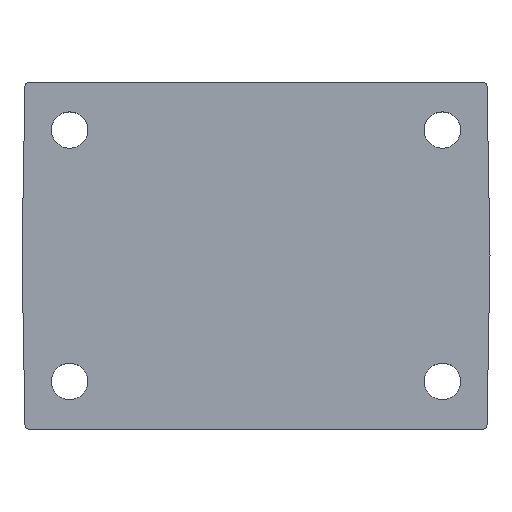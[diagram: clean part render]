
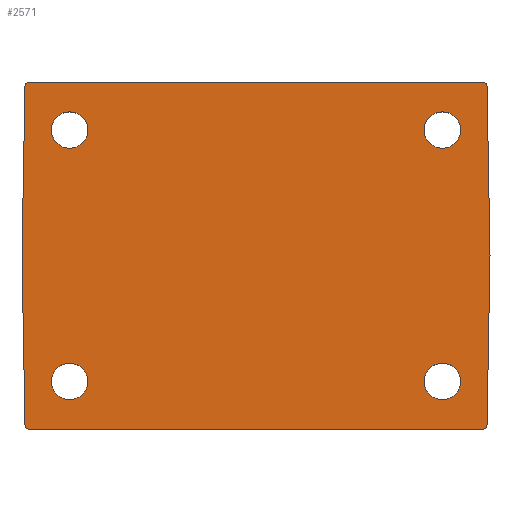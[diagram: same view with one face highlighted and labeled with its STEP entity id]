
A CAD part, top view. The second image highlights one B-rep face of the part: STEP entity #2571.
In plain terms, the highlighted planar face has unit normal (0, 0, 1).
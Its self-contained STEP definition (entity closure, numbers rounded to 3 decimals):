
#124=FACE_BOUND('',#655,.T.);
#125=FACE_BOUND('',#656,.T.);
#126=FACE_BOUND('',#657,.T.);
#127=FACE_BOUND('',#658,.T.);
#246=CIRCLE('',#2772,4.2);
#248=CIRCLE('',#2775,4.2);
#250=CIRCLE('',#2778,4.2);
#252=CIRCLE('',#2781,4.2);
#254=CIRCLE('',#2790,1.);
#256=CIRCLE('',#2793,1.);
#258=CIRCLE('',#2796,1.);
#260=CIRCLE('',#2799,1.);
#483=FACE_OUTER_BOUND('',#654,.T.);
#654=EDGE_LOOP('',(#2220,#2221,#2222,#2223,#2224,#2225,#2226,#2227,#2228,
#2229));
#655=EDGE_LOOP('',(#2230));
#656=EDGE_LOOP('',(#2231));
#657=EDGE_LOOP('',(#2232));
#658=EDGE_LOOP('',(#2233));
#739=LINE('',#4287,#918);
#743=LINE('',#4295,#922);
#748=LINE('',#4305,#927);
#753=LINE('',#4365,#932);
#757=LINE('',#4424,#936);
#762=LINE('',#4478,#941);
#918=VECTOR('',#3249,1000.);
#922=VECTOR('',#3255,1000.);
#927=VECTOR('',#3262,1000.);
#932=VECTOR('',#3269,1000.);
#936=VECTOR('',#3275,1000.);
#941=VECTOR('',#3282,1000.);
#1129=VERTEX_POINT('',#4259);
#1131=VERTEX_POINT('',#4265);
#1133=VERTEX_POINT('',#4271);
#1135=VERTEX_POINT('',#4277);
#1138=VERTEX_POINT('',#4284);
#1139=VERTEX_POINT('',#4286);
#1141=VERTEX_POINT('',#4293);
#1142=VERTEX_POINT('',#4294);
#1145=VERTEX_POINT('',#4303);
#1146=VERTEX_POINT('',#4304);
#1151=VERTEX_POINT('',#4364);
#1155=VERTEX_POINT('',#4422);
#1156=VERTEX_POINT('',#4423);
#1161=VERTEX_POINT('',#4477);
#1377=EDGE_CURVE('',#1129,#1129,#246,.T.);
#1380=EDGE_CURVE('',#1131,#1131,#248,.T.);
#1383=EDGE_CURVE('',#1133,#1133,#250,.T.);
#1386=EDGE_CURVE('',#1135,#1135,#252,.T.);
#1390=EDGE_CURVE('',#1138,#1139,#739,.T.);
#1394=EDGE_CURVE('',#1141,#1142,#743,.T.);
#1399=EDGE_CURVE('',#1145,#1146,#748,.T.);
#1405=EDGE_CURVE('',#1146,#1151,#753,.T.);
#1410=EDGE_CURVE('',#1155,#1156,#757,.T.);
#1416=EDGE_CURVE('',#1161,#1155,#762,.T.);
#1421=EDGE_CURVE('',#1145,#1142,#254,.T.);
#1423=EDGE_CURVE('',#1141,#1156,#256,.T.);
#1425=EDGE_CURVE('',#1161,#1138,#258,.T.);
#1427=EDGE_CURVE('',#1139,#1151,#260,.T.);
#2220=ORIENTED_EDGE('',*,*,#1394,.T.);
#2221=ORIENTED_EDGE('',*,*,#1421,.F.);
#2222=ORIENTED_EDGE('',*,*,#1399,.T.);
#2223=ORIENTED_EDGE('',*,*,#1405,.T.);
#2224=ORIENTED_EDGE('',*,*,#1427,.F.);
#2225=ORIENTED_EDGE('',*,*,#1390,.F.);
#2226=ORIENTED_EDGE('',*,*,#1425,.F.);
#2227=ORIENTED_EDGE('',*,*,#1416,.T.);
#2228=ORIENTED_EDGE('',*,*,#1410,.T.);
#2229=ORIENTED_EDGE('',*,*,#1423,.F.);
#2230=ORIENTED_EDGE('',*,*,#1377,.T.);
#2231=ORIENTED_EDGE('',*,*,#1380,.T.);
#2232=ORIENTED_EDGE('',*,*,#1383,.T.);
#2233=ORIENTED_EDGE('',*,*,#1386,.T.);
#2431=PLANE('',#2926);
#2571=ADVANCED_FACE('',(#483,#124,#125,#126,#127),#2431,.T.);
#2772=AXIS2_PLACEMENT_3D('',#4260,#3220,#3221);
#2775=AXIS2_PLACEMENT_3D('',#4266,#3227,#3228);
#2778=AXIS2_PLACEMENT_3D('',#4272,#3234,#3235);
#2781=AXIS2_PLACEMENT_3D('',#4278,#3241,#3242);
#2790=AXIS2_PLACEMENT_3D('',#4529,#3288,#3289);
#2793=AXIS2_PLACEMENT_3D('',#4532,#3294,#3295);
#2796=AXIS2_PLACEMENT_3D('',#4535,#3300,#3301);
#2799=AXIS2_PLACEMENT_3D('',#4538,#3306,#3307);
#2926=AXIS2_PLACEMENT_3D('',#5596,#3626,#3627);
#3220=DIRECTION('center_axis',(0.,0.,-1.));
#3221=DIRECTION('ref_axis',(1.,0.,0.));
#3227=DIRECTION('center_axis',(0.,0.,-1.));
#3228=DIRECTION('ref_axis',(1.,0.,0.));
#3234=DIRECTION('center_axis',(0.,0.,-1.));
#3235=DIRECTION('ref_axis',(1.,0.,0.));
#3241=DIRECTION('center_axis',(0.,0.,-1.));
#3242=DIRECTION('ref_axis',(1.,0.,0.));
#3249=DIRECTION('',(1.,0.,0.));
#3255=DIRECTION('',(1.,0.,0.));
#3262=DIRECTION('',(0.017,1.,0.));
#3269=DIRECTION('',(-0.017,1.,0.));
#3275=DIRECTION('',(0.017,-1.,0.));
#3282=DIRECTION('',(-0.017,-1.,0.));
#3288=DIRECTION('center_axis',(0.,0.,-1.));
#3289=DIRECTION('ref_axis',(1.,0.,0.));
#3294=DIRECTION('center_axis',(0.,0.,-1.));
#3295=DIRECTION('ref_axis',(1.,0.,0.));
#3300=DIRECTION('center_axis',(0.,0.,-1.));
#3301=DIRECTION('ref_axis',(1.,0.,0.));
#3306=DIRECTION('center_axis',(0.,0.,-1.));
#3307=DIRECTION('ref_axis',(1.,0.,0.));
#3626=DIRECTION('center_axis',(0.,0.,1.));
#3627=DIRECTION('ref_axis',(1.,0.,0.));
#4259=CARTESIAN_POINT('',(47.2,-29.,5.5));
#4260=CARTESIAN_POINT('Origin',(43.,-29.,5.5));
#4265=CARTESIAN_POINT('',(47.2,29.,5.5));
#4266=CARTESIAN_POINT('Origin',(43.,29.,5.5));
#4271=CARTESIAN_POINT('',(-38.8,29.,5.5));
#4272=CARTESIAN_POINT('Origin',(-43.,29.,5.5));
#4277=CARTESIAN_POINT('',(-38.8,-29.,5.5));
#4278=CARTESIAN_POINT('Origin',(-43.,-29.,5.5));
#4284=CARTESIAN_POINT('',(-52.309,40.,5.5));
#4286=CARTESIAN_POINT('',(52.309,40.,5.5));
#4287=CARTESIAN_POINT('',(0.,40.,5.5));
#4293=CARTESIAN_POINT('',(-52.309,-40.,5.5));
#4294=CARTESIAN_POINT('',(52.309,-40.,5.5));
#4295=CARTESIAN_POINT('',(0.,-40.,5.5));
#4303=CARTESIAN_POINT('',(53.309,-39.017,5.5));
#4304=CARTESIAN_POINT('',(53.99,0.,5.5));
#4305=CARTESIAN_POINT('',(53.292,-40.,5.5));
#4364=CARTESIAN_POINT('',(53.309,39.017,5.5));
#4365=CARTESIAN_POINT('',(53.99,0.,5.5));
#4422=CARTESIAN_POINT('',(-53.99,0.,5.5));
#4423=CARTESIAN_POINT('',(-53.309,-39.017,5.5));
#4424=CARTESIAN_POINT('',(-53.99,0.,5.5));
#4477=CARTESIAN_POINT('',(-53.309,39.017,5.5));
#4478=CARTESIAN_POINT('',(-53.292,40.,5.5));
#4529=CARTESIAN_POINT('Origin',(52.309,-39.,5.5));
#4532=CARTESIAN_POINT('Origin',(-52.309,-39.,5.5));
#4535=CARTESIAN_POINT('Origin',(-52.309,39.,5.5));
#4538=CARTESIAN_POINT('Origin',(52.309,39.,5.5));
#5596=CARTESIAN_POINT('Origin',(0.,0.,5.5));
